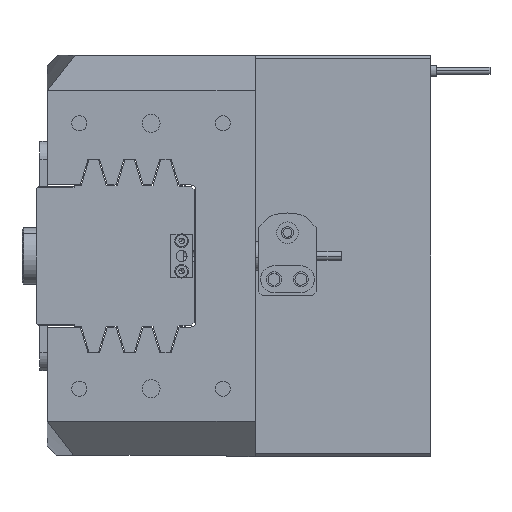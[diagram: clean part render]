
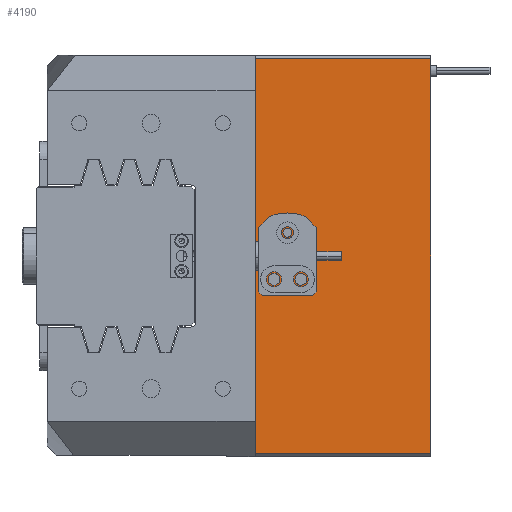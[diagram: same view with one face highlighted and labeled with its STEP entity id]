
A CAD part, left-side view. The second image highlights one B-rep face of the part: STEP entity #4190.
In plain terms, the highlighted planar face has unit normal (-1, 0, 0).
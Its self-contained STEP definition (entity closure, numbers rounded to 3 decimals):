
#1580 = CARTESIAN_POINT ( 'NONE',  ( -93., -21.75, -6.5 ) ) ;
#2188 = VERTEX_POINT ( 'NONE', #26564 ) ;
#2320 = ORIENTED_EDGE ( 'NONE', *, *, #37462, .T. ) ;
#2547 = CARTESIAN_POINT ( 'NONE',  ( -93., -21.75, -6.5 ) ) ;
#2831 = LINE ( 'NONE', #28729, #24238 ) ;
#3052 = VECTOR ( 'NONE', #29424, 1000. ) ;
#3243 = ORIENTED_EDGE ( 'NONE', *, *, #10726, .F. ) ;
#3323 = EDGE_CURVE ( 'NONE', #14140, #5861, #23234, .T. ) ;
#3371 = CARTESIAN_POINT ( 'NONE',  ( -93., -29.25, -8.15 ) ) ;
#3856 = EDGE_LOOP ( 'NONE', ( #25216, #23651, #16608, #2320 ) ) ;
#4190 = ADVANCED_FACE ( 'NONE', ( #21519, #27865, #8379, #17167 ), #40275, .F. ) ;
#4847 = DIRECTION ( 'NONE',  ( 0., 0., 1. ) ) ;
#5362 = EDGE_LOOP ( 'NONE', ( #3243, #23620 ) ) ;
#5501 = LINE ( 'NONE', #32427, #3052 ) ;
#5536 = AXIS2_PLACEMENT_3D ( 'NONE', #31289, #37416, #12607 ) ;
#5861 = VERTEX_POINT ( 'NONE', #26841 ) ;
#6204 = VERTEX_POINT ( 'NONE', #28698 ) ;
#6418 = DIRECTION ( 'NONE',  ( 0., 0., 1. ) ) ;
#7002 = CARTESIAN_POINT ( 'NONE',  ( -93., -29.25, -4.85 ) ) ;
#7685 = CIRCLE ( 'NONE', #32015, 1.25 ) ;
#7953 = DIRECTION ( 'NONE',  ( 0., 1., 0. ) ) ;
#8007 = DIRECTION ( 'NONE',  ( 0., 0., 1. ) ) ;
#8379 = FACE_BOUND ( 'NONE', #5362, .T. ) ;
#10037 = DIRECTION ( 'NONE',  ( 0., 0., -1. ) ) ;
#10579 = DIRECTION ( 'NONE',  ( -1., 0., 0. ) ) ;
#10623 = CARTESIAN_POINT ( 'NONE',  ( -93., -16.5, -55. ) ) ;
#10726 = EDGE_CURVE ( 'NONE', #27708, #25891, #16253, .T. ) ;
#11160 = CARTESIAN_POINT ( 'NONE',  ( -93., -65.5, 55. ) ) ;
#11506 = DIRECTION ( 'NONE',  ( 0., -1., 0. ) ) ;
#11545 = EDGE_CURVE ( 'NONE', #6204, #30760, #17222, .T. ) ;
#11980 = CARTESIAN_POINT ( 'NONE',  ( -93., -65.5, -55. ) ) ;
#12607 = DIRECTION ( 'NONE',  ( 0., 1., 0. ) ) ;
#13185 = ORIENTED_EDGE ( 'NONE', *, *, #15380, .F. ) ;
#14140 = VERTEX_POINT ( 'NONE', #40202 ) ;
#14422 = LINE ( 'NONE', #16931, #38788 ) ;
#14748 = DIRECTION ( 'NONE',  ( -1., 0., 0. ) ) ;
#15380 = EDGE_CURVE ( 'NONE', #5861, #14140, #36206, .T. ) ;
#15690 = DIRECTION ( 'NONE',  ( 0., 0., 1. ) ) ;
#15913 = VERTEX_POINT ( 'NONE', #11160 ) ;
#16253 = CIRCLE ( 'NONE', #17114, 1.65 ) ;
#16608 = ORIENTED_EDGE ( 'NONE', *, *, #21810, .F. ) ;
#16726 = CARTESIAN_POINT ( 'NONE',  ( -93., -25.5, 6.5 ) ) ;
#16931 = CARTESIAN_POINT ( 'NONE',  ( -93., -65.5, 55. ) ) ;
#17098 = EDGE_CURVE ( 'NONE', #25891, #27708, #34635, .T. ) ;
#17114 = AXIS2_PLACEMENT_3D ( 'NONE', #24963, #21818, #15690 ) ;
#17167 = FACE_OUTER_BOUND ( 'NONE', #3856, .T. ) ;
#17222 = CIRCLE ( 'NONE', #22339, 1.25 ) ;
#17926 = CARTESIAN_POINT ( 'NONE',  ( -93., -65.5, -55. ) ) ;
#19013 = EDGE_CURVE ( 'NONE', #2188, #24966, #2831, .T. ) ;
#19333 = DIRECTION ( 'NONE',  ( -1., 0., 0. ) ) ;
#19713 = EDGE_CURVE ( 'NONE', #24966, #25233, #26642, .T. ) ;
#21519 = FACE_BOUND ( 'NONE', #38083, .T. ) ;
#21810 = EDGE_CURVE ( 'NONE', #15913, #25233, #5501, .T. ) ;
#21818 = DIRECTION ( 'NONE',  ( -1., 0., 0. ) ) ;
#22339 = AXIS2_PLACEMENT_3D ( 'NONE', #16726, #10579, #8007 ) ;
#22943 = AXIS2_PLACEMENT_3D ( 'NONE', #1580, #23440, #4847 ) ;
#23234 = CIRCLE ( 'NONE', #27676, 1.65 ) ;
#23440 = DIRECTION ( 'NONE',  ( -1., 0., 0. ) ) ;
#23620 = ORIENTED_EDGE ( 'NONE', *, *, #17098, .F. ) ;
#23651 = ORIENTED_EDGE ( 'NONE', *, *, #19713, .T. ) ;
#24135 = CARTESIAN_POINT ( 'NONE',  ( -93., -25.5, 5.25 ) ) ;
#24238 = VECTOR ( 'NONE', #10037, 1000. ) ;
#24267 = DIRECTION ( 'NONE',  ( 0., 0., 1. ) ) ;
#24927 = EDGE_CURVE ( 'NONE', #30760, #6204, #7685, .T. ) ;
#24963 = CARTESIAN_POINT ( 'NONE',  ( -93., -29.25, -6.5 ) ) ;
#24966 = VERTEX_POINT ( 'NONE', #10623 ) ;
#25216 = ORIENTED_EDGE ( 'NONE', *, *, #19013, .T. ) ;
#25233 = VERTEX_POINT ( 'NONE', #11980 ) ;
#25891 = VERTEX_POINT ( 'NONE', #3371 ) ;
#26432 = CARTESIAN_POINT ( 'NONE',  ( -93., -25.5, 6.5 ) ) ;
#26564 = CARTESIAN_POINT ( 'NONE',  ( -93., -16.5, 55. ) ) ;
#26642 = LINE ( 'NONE', #17926, #31019 ) ;
#26841 = CARTESIAN_POINT ( 'NONE',  ( -93., -21.75, -8.15 ) ) ;
#27611 = ORIENTED_EDGE ( 'NONE', *, *, #11545, .F. ) ;
#27676 = AXIS2_PLACEMENT_3D ( 'NONE', #2547, #14748, #24267 ) ;
#27708 = VERTEX_POINT ( 'NONE', #7002 ) ;
#27865 = FACE_BOUND ( 'NONE', #28392, .T. ) ;
#28191 = CARTESIAN_POINT ( 'NONE',  ( -93., -29.25, -6.5 ) ) ;
#28392 = EDGE_LOOP ( 'NONE', ( #32253, #13185 ) ) ;
#28698 = CARTESIAN_POINT ( 'NONE',  ( -93., -25.5, 7.75 ) ) ;
#28729 = CARTESIAN_POINT ( 'NONE',  ( -93., -16.5, 56. ) ) ;
#29424 = DIRECTION ( 'NONE',  ( 0., 0., -1. ) ) ;
#30760 = VERTEX_POINT ( 'NONE', #24135 ) ;
#31019 = VECTOR ( 'NONE', #11506, 1000. ) ;
#31289 = CARTESIAN_POINT ( 'NONE',  ( -93., -65.5, 56. ) ) ;
#32015 = AXIS2_PLACEMENT_3D ( 'NONE', #26432, #32580, #35985 ) ;
#32253 = ORIENTED_EDGE ( 'NONE', *, *, #3323, .F. ) ;
#32427 = CARTESIAN_POINT ( 'NONE',  ( -93., -65.5, 56. ) ) ;
#32580 = DIRECTION ( 'NONE',  ( -1., 0., 0. ) ) ;
#34635 = CIRCLE ( 'NONE', #38106, 1.65 ) ;
#35011 = ORIENTED_EDGE ( 'NONE', *, *, #24927, .F. ) ;
#35985 = DIRECTION ( 'NONE',  ( 0., 0., 1. ) ) ;
#36206 = CIRCLE ( 'NONE', #22943, 1.65 ) ;
#37416 = DIRECTION ( 'NONE',  ( 1., 0., 0. ) ) ;
#37462 = EDGE_CURVE ( 'NONE', #15913, #2188, #14422, .T. ) ;
#38083 = EDGE_LOOP ( 'NONE', ( #27611, #35011 ) ) ;
#38106 = AXIS2_PLACEMENT_3D ( 'NONE', #28191, #19333, #6418 ) ;
#38788 = VECTOR ( 'NONE', #7953, 1000. ) ;
#40202 = CARTESIAN_POINT ( 'NONE',  ( -93., -21.75, -4.85 ) ) ;
#40275 = PLANE ( 'NONE',  #5536 ) ;
